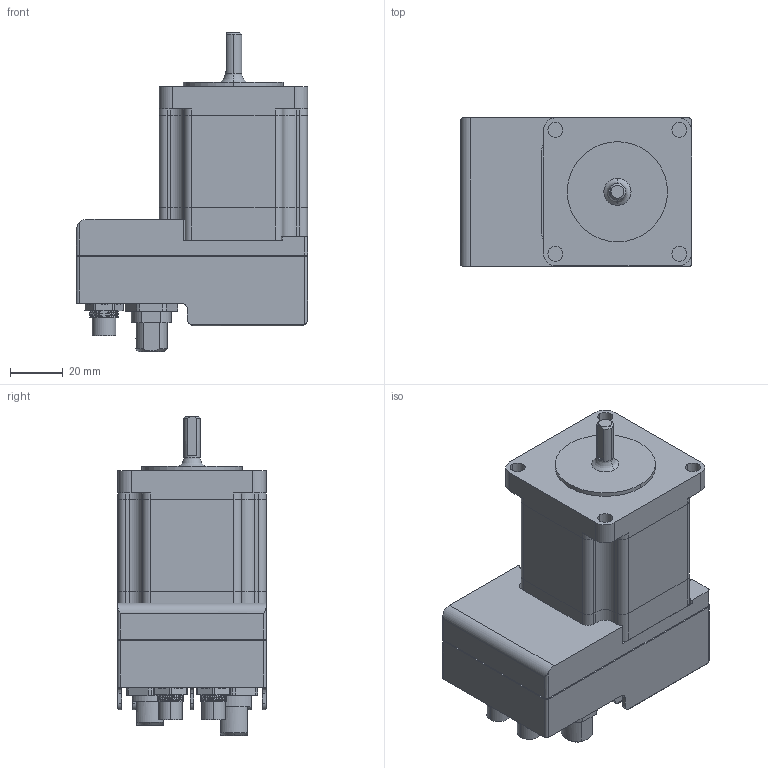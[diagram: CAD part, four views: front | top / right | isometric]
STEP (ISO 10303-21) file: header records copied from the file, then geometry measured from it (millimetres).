
FILE_DESCRIPTION (( 'STEP AP203' ), '1' );
FILE_NAME ('IST-23S16EC10.STEP', '2018-03-21T10:39:47', ( 'owner' ), ( '' ), 'SwSTEP 2.0', 'SolidWorks 2013', '' );
FILE_SCHEMA (( 'CONFIG_CONTROL_DESIGN' ));
Length unit declared in the file: millimetre
Products named in the file (1): IST-23S16EC10
Bounding box: 87.9 x 56.4 x 121.41 mm (x, y, z)
Volume: 218843.8 mm3; surface area: 105577.4 mm2
Topology: 30 solids, 37 shells, 1644 faces, 4273 edges, 2762 vertices
Faces by surface type: cylinder 741, plane 693, cone 102, bspline 68, torus 24, sphere 16
Entity records: 64079 total; most frequent: CARTESIAN_POINT 23225, DIRECTION 8670, ORIENTED_EDGE 8466, EDGE_CURVE 4233, AXIS2_PLACEMENT_3D 3163, VERTEX_POINT 2762, VECTOR 2344, LINE 2344
